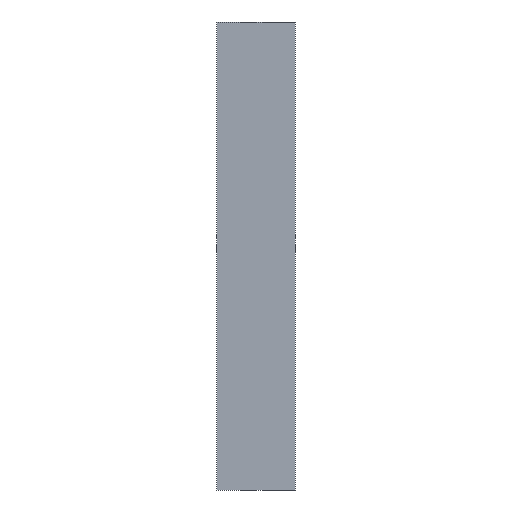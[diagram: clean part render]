
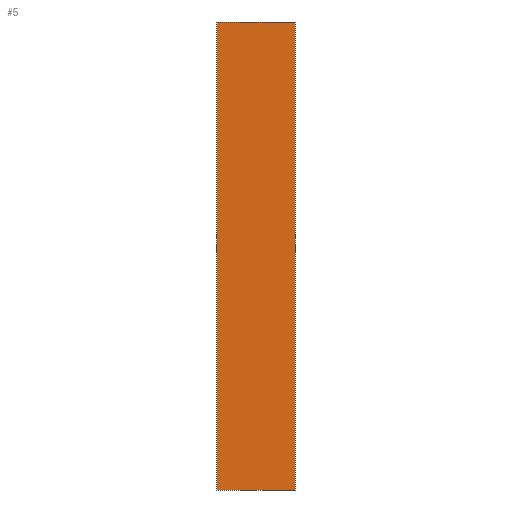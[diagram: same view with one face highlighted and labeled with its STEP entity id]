
A CAD part, front view. The second image highlights one B-rep face of the part: STEP entity #5.
In plain terms, the highlighted planar face has unit normal (0, -1, 0).
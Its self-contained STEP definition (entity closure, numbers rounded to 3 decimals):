
#1 = VECTOR ( 'NONE', #531, 1000. ) ;
#2 = LINE ( 'NONE', #456, #1 ) ;
#5 = ADVANCED_FACE ( 'NONE', ( #314 ), #19, .T. ) ;
#9 = DIRECTION ( 'NONE',  ( 0., -1., 0. ) ) ;
#14 = CARTESIAN_POINT ( 'NONE',  ( 0., -0.9, 0. ) ) ;
#15 = LINE ( 'NONE', #574, #20 ) ;
#19 = PLANE ( 'NONE',  #357 ) ;
#20 = VECTOR ( 'NONE', #472, 1000. ) ;
#33 = CARTESIAN_POINT ( 'NONE',  ( 250., -0.9, -1500. ) ) ;
#35 = DIRECTION ( 'NONE',  ( 1., 0., 0. ) ) ;
#36 = EDGE_CURVE ( 'NONE', #368, #567, #204, .T. ) ;
#88 = VECTOR ( 'NONE', #459, 1000. ) ;
#116 = DIRECTION ( 'NONE',  ( -1., 0., 0. ) ) ;
#151 = VECTOR ( 'NONE', #116, 1000. ) ;
#163 = LINE ( 'NONE', #260, #151 ) ;
#166 = CARTESIAN_POINT ( 'NONE',  ( 251.9, -0.9, 1500. ) ) ;
#172 = DIRECTION ( 'NONE',  ( 0., 0., -1. ) ) ;
#177 = CARTESIAN_POINT ( 'NONE',  ( 250., -0.9, -1500. ) ) ;
#190 = CARTESIAN_POINT ( 'NONE',  ( 251.9, -0.9, -1500. ) ) ;
#201 = CARTESIAN_POINT ( 'NONE',  ( 251.9, -0.9, 0. ) ) ;
#204 = LINE ( 'NONE', #33, #437 ) ;
#210 = CARTESIAN_POINT ( 'NONE',  ( -250., -0.9, -1500. ) ) ;
#216 = LINE ( 'NONE', #201, #529 ) ;
#220 = DIRECTION ( 'NONE',  ( 0., 0., -1. ) ) ;
#224 = CARTESIAN_POINT ( 'NONE',  ( 250., -0.9, 1500. ) ) ;
#229 = VERTEX_POINT ( 'NONE', #224 ) ;
#232 = CARTESIAN_POINT ( 'NONE',  ( -251.9, -0.9, 1500. ) ) ;
#233 = DIRECTION ( 'NONE',  ( 1., 0., 0. ) ) ;
#245 = LINE ( 'NONE', #439, #88 ) ;
#260 = CARTESIAN_POINT ( 'NONE',  ( 0., -0.9, -1500. ) ) ;
#299 = LINE ( 'NONE', #302, #520 ) ;
#302 = CARTESIAN_POINT ( 'NONE',  ( 0., -0.9, 1500. ) ) ;
#309 = LINE ( 'NONE', #442, #337 ) ;
#312 = CARTESIAN_POINT ( 'NONE',  ( -251.9, -0.9, -1500. ) ) ;
#314 = FACE_OUTER_BOUND ( 'NONE', #501, .T. ) ;
#321 = EDGE_CURVE ( 'NONE', #503, #530, #163, .T. ) ;
#337 = VECTOR ( 'NONE', #447, 1000. ) ;
#357 = AXIS2_PLACEMENT_3D ( 'NONE', #14, #9, #172 ) ;
#368 = VERTEX_POINT ( 'NONE', #177 ) ;
#389 = EDGE_CURVE ( 'NONE', #530, #591, #309, .T. ) ;
#400 = EDGE_CURVE ( 'NONE', #461, #229, #245, .T. ) ;
#437 = VECTOR ( 'NONE', #35, 1000. ) ;
#439 = CARTESIAN_POINT ( 'NONE',  ( -262.5, -0.9, 1500. ) ) ;
#442 = CARTESIAN_POINT ( 'NONE',  ( -251.9, -0.9, 0. ) ) ;
#446 = EDGE_CURVE ( 'NONE', #461, #591, #15, .T. ) ;
#447 = DIRECTION ( 'NONE',  ( 0., 0., 1. ) ) ;
#455 = EDGE_CURVE ( 'NONE', #368, #503, #2, .T. ) ;
#456 = CARTESIAN_POINT ( 'NONE',  ( -262.5, -0.9, -1500. ) ) ;
#459 = DIRECTION ( 'NONE',  ( 1., 0., 0. ) ) ;
#461 = VERTEX_POINT ( 'NONE', #466 ) ;
#466 = CARTESIAN_POINT ( 'NONE',  ( -250., -0.9, 1500. ) ) ;
#472 = DIRECTION ( 'NONE',  ( -1., 0., 0. ) ) ;
#501 = EDGE_LOOP ( 'NONE', ( #554, #556, #552, #549, #548, #547, #541, #546 ) ) ;
#503 = VERTEX_POINT ( 'NONE', #210 ) ;
#520 = VECTOR ( 'NONE', #233, 1000. ) ;
#529 = VECTOR ( 'NONE', #220, 1000. ) ;
#530 = VERTEX_POINT ( 'NONE', #312 ) ;
#531 = DIRECTION ( 'NONE',  ( -1., 0., 0. ) ) ;
#541 = ORIENTED_EDGE ( 'NONE', *, *, #389, .F. ) ;
#546 = ORIENTED_EDGE ( 'NONE', *, *, #321, .F. ) ;
#547 = ORIENTED_EDGE ( 'NONE', *, *, #446, .T. ) ;
#548 = ORIENTED_EDGE ( 'NONE', *, *, #400, .F. ) ;
#549 = ORIENTED_EDGE ( 'NONE', *, *, #587, .F. ) ;
#552 = ORIENTED_EDGE ( 'NONE', *, *, #585, .F. ) ;
#554 = ORIENTED_EDGE ( 'NONE', *, *, #455, .F. ) ;
#556 = ORIENTED_EDGE ( 'NONE', *, *, #36, .T. ) ;
#561 = VERTEX_POINT ( 'NONE', #166 ) ;
#567 = VERTEX_POINT ( 'NONE', #190 ) ;
#574 = CARTESIAN_POINT ( 'NONE',  ( -250., -0.9, 1500. ) ) ;
#585 = EDGE_CURVE ( 'NONE', #561, #567, #216, .T. ) ;
#587 = EDGE_CURVE ( 'NONE', #229, #561, #299, .T. ) ;
#591 = VERTEX_POINT ( 'NONE', #232 ) ;
